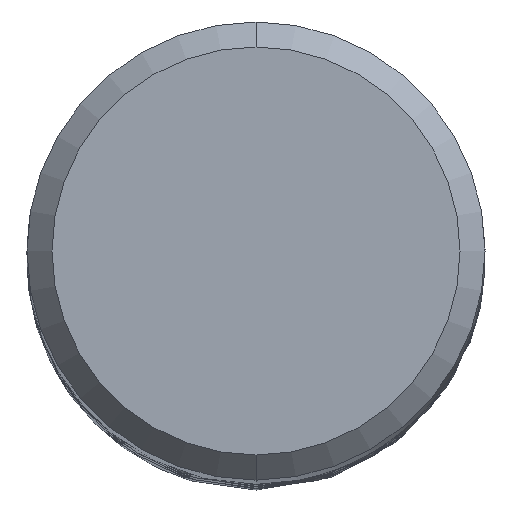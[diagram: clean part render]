
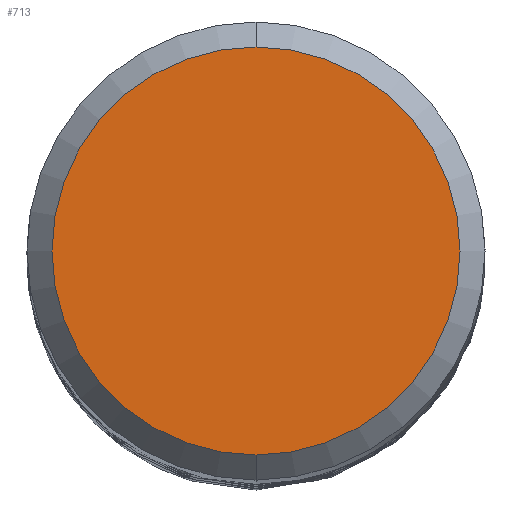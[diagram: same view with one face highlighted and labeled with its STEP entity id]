
A CAD part, top view. The second image highlights one B-rep face of the part: STEP entity #713.
In plain terms, the highlighted planar face has unit normal (0, 0, 1).
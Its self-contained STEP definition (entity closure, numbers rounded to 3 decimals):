
#275=VERTEX_POINT('',#758);
#563=EDGE_CURVE('',#275,#677,#1072,.T.);
#649=EDGE_CURVE('',#677,#275,#1166,.T.);
#677=VERTEX_POINT('',#1194);
#713=ADVANCED_FACE('',(#1235),#1236,.T.);
#758=CARTESIAN_POINT('',(0.0,4.9,0.0));
#1072=CIRCLE('',#6089,4.9);
#1166=CIRCLE('',#6948,4.9);
#1194=CARTESIAN_POINT('',(0.,-4.9,0.0));
#1235=FACE_OUTER_BOUND('',#7579,.T.);
#1236=PLANE('',#7580);
#6089=AXIS2_PLACEMENT_3D('',#8050,#8051,#8052);
#6948=AXIS2_PLACEMENT_3D('',#8138,#8139,#8140);
#7579=EDGE_LOOP('',(#8200,#8201));
#7580=AXIS2_PLACEMENT_3D('',#8202,#8203,#8204);
#8050=CARTESIAN_POINT('',(0.0,0.0,0.0));
#8051=DIRECTION('',(0.0,0.0,-1.0));
#8052=DIRECTION('',(0.0,1.0,0.0));
#8138=CARTESIAN_POINT('',(0.0,0.0,0.0));
#8139=DIRECTION('',(0.0,0.0,-1.0));
#8140=DIRECTION('',(0.0,1.0,0.0));
#8200=ORIENTED_EDGE('',*,*,#563,.F.);
#8201=ORIENTED_EDGE('',*,*,#649,.F.);
#8202=CARTESIAN_POINT('',(0.0,2.45,0.0));
#8203=DIRECTION('',(-0.0,0.0,1.0));
#8204=DIRECTION('',(0.0,-1.0,0.0));
